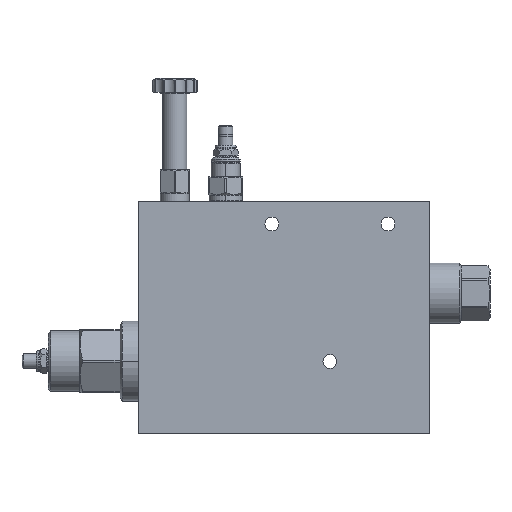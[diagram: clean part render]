
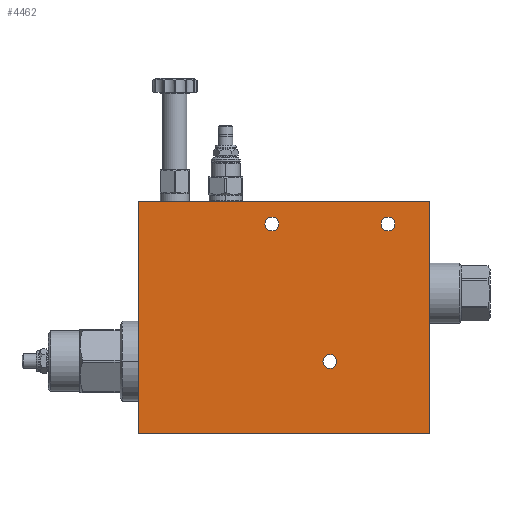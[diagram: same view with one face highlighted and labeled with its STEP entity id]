
A CAD part, front view. The second image highlights one B-rep face of the part: STEP entity #4462.
In plain terms, the highlighted planar face has unit normal (0, -1, 0).
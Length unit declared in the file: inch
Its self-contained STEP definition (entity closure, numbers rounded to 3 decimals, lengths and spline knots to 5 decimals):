
#5=DIRECTION('',(1.,0.,0.));
#6=VECTOR('',#5,7.5);
#7=CARTESIAN_POINT('',(0.,-2.75,0.));
#8=LINE('',#7,#6);
#125=DIRECTION('',(0.,0.,1.));
#126=VECTOR('',#125,6.);
#127=CARTESIAN_POINT('',(7.5,-2.75,0.));
#128=LINE('',#127,#126);
#139=DIRECTION('',(0.,0.,1.));
#140=VECTOR('',#139,6.);
#141=CARTESIAN_POINT('',(0.,-2.75,0.));
#142=LINE('',#141,#140);
#143=CARTESIAN_POINT('',(6.434,-2.75,5.409));
#144=DIRECTION('',(0.,1.,0.));
#145=DIRECTION('',(0.,0.,-1.));
#146=AXIS2_PLACEMENT_3D('',#143,#144,#145);
#148=CARTESIAN_POINT('',(6.434,-2.75,5.409));
#149=DIRECTION('',(0.,1.,0.));
#150=DIRECTION('',(0.,0.,1.));
#151=AXIS2_PLACEMENT_3D('',#148,#149,#150);
#153=CARTESIAN_POINT('',(3.442,-2.75,5.409));
#154=DIRECTION('',(0.,1.,0.));
#155=DIRECTION('',(0.,0.,-1.));
#156=AXIS2_PLACEMENT_3D('',#153,#154,#155);
#158=CARTESIAN_POINT('',(3.442,-2.75,5.409));
#159=DIRECTION('',(0.,1.,0.));
#160=DIRECTION('',(0.,0.,1.));
#161=AXIS2_PLACEMENT_3D('',#158,#159,#160);
#163=CARTESIAN_POINT('',(4.938,-2.75,1.866));
#164=DIRECTION('',(0.,1.,0.));
#165=DIRECTION('',(0.,0.,-1.));
#166=AXIS2_PLACEMENT_3D('',#163,#164,#165);
#168=CARTESIAN_POINT('',(4.938,-2.75,1.866));
#169=DIRECTION('',(0.,1.,0.));
#170=DIRECTION('',(0.,0.,1.));
#171=AXIS2_PLACEMENT_3D('',#168,#169,#170);
#185=DIRECTION('',(1.,0.,0.));
#186=VECTOR('',#185,7.5);
#187=CARTESIAN_POINT('',(0.,-2.75,6.));
#188=LINE('',#187,#186);
#3749=CARTESIAN_POINT('',(0.,-2.75,0.));
#3751=VERTEX_POINT('',#3749);
#3752=CARTESIAN_POINT('',(7.5,-2.75,0.));
#3753=VERTEX_POINT('',#3752);
#3757=CARTESIAN_POINT('',(0.,-2.75,6.));
#3759=VERTEX_POINT('',#3757);
#3760=CARTESIAN_POINT('',(7.5,-2.75,6.));
#3761=VERTEX_POINT('',#3760);
#4109=CARTESIAN_POINT('',(6.434,-2.75,5.2295));
#4110=CARTESIAN_POINT('',(6.434,-2.75,5.5885));
#4111=VERTEX_POINT('',#4109);
#4112=VERTEX_POINT('',#4110);
#4121=CARTESIAN_POINT('',(3.442,-2.75,5.2295));
#4122=CARTESIAN_POINT('',(3.442,-2.75,5.5885));
#4123=VERTEX_POINT('',#4121);
#4124=VERTEX_POINT('',#4122);
#4133=CARTESIAN_POINT('',(4.938,-2.75,1.6865));
#4134=CARTESIAN_POINT('',(4.938,-2.75,2.0455));
#4135=VERTEX_POINT('',#4133);
#4136=VERTEX_POINT('',#4134);
#4432=CARTESIAN_POINT('',(0.,-2.75,0.));
#4433=DIRECTION('',(0.,-1.,0.));
#4434=DIRECTION('',(1.,0.,0.));
#4435=AXIS2_PLACEMENT_3D('',#4432,#4433,#4434);
#4436=PLANE('',#4435);
#4437=ORIENTED_EDGE('',*,*,#4314,.F.);
#4438=ORIENTED_EDGE('',*,*,#4351,.T.);
#4440=ORIENTED_EDGE('',*,*,#4439,.T.);
#4441=ORIENTED_EDGE('',*,*,#4418,.F.);
#4442=EDGE_LOOP('',(#4437,#4438,#4440,#4441));
#4443=FACE_OUTER_BOUND('',#4442,.F.);
#4445=ORIENTED_EDGE('',*,*,#4444,.F.);
#4447=ORIENTED_EDGE('',*,*,#4446,.F.);
#4448=EDGE_LOOP('',(#4445,#4447));
#4449=FACE_BOUND('',#4448,.F.);
#4451=ORIENTED_EDGE('',*,*,#4450,.F.);
#4453=ORIENTED_EDGE('',*,*,#4452,.F.);
#4454=EDGE_LOOP('',(#4451,#4453));
#4455=FACE_BOUND('',#4454,.F.);
#4457=ORIENTED_EDGE('',*,*,#4456,.F.);
#4459=ORIENTED_EDGE('',*,*,#4458,.F.);
#4460=EDGE_LOOP('',(#4457,#4459));
#4461=FACE_BOUND('',#4460,.F.);
#4462=ADVANCED_FACE('',(#4443,#4449,#4455,#4461),#4436,.T.);
#147=CIRCLE('',#146,0.1795);
#152=CIRCLE('',#151,0.1795);
#157=CIRCLE('',#156,0.1795);
#162=CIRCLE('',#161,0.1795);
#167=CIRCLE('',#166,0.1795);
#172=CIRCLE('',#171,0.1795);
#4314=EDGE_CURVE('',#3751,#3753,#8,.T.);
#4351=EDGE_CURVE('',#3751,#3759,#142,.T.);
#4418=EDGE_CURVE('',#3753,#3761,#128,.T.);
#4439=EDGE_CURVE('',#3759,#3761,#188,.T.);
#4444=EDGE_CURVE('',#4111,#4112,#147,.T.);
#4446=EDGE_CURVE('',#4112,#4111,#152,.T.);
#4450=EDGE_CURVE('',#4123,#4124,#157,.T.);
#4452=EDGE_CURVE('',#4124,#4123,#162,.T.);
#4456=EDGE_CURVE('',#4135,#4136,#167,.T.);
#4458=EDGE_CURVE('',#4136,#4135,#172,.T.);
